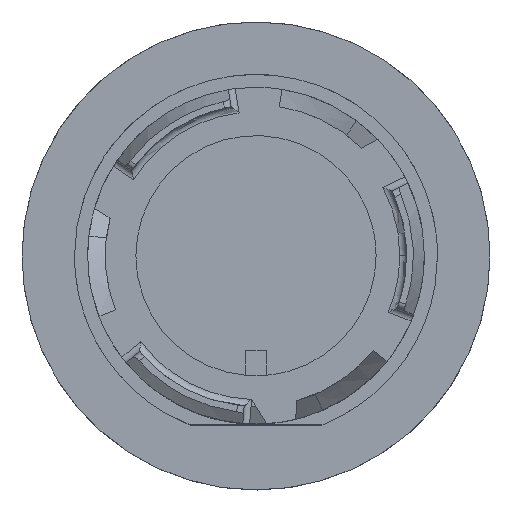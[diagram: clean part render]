
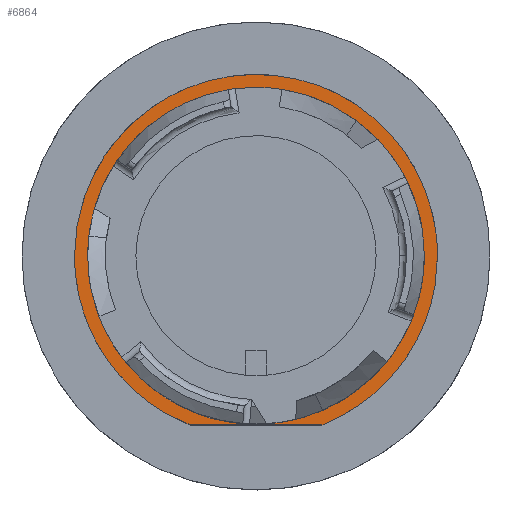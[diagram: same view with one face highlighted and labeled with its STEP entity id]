
A CAD part, top view. The second image highlights one B-rep face of the part: STEP entity #6864.
In plain terms, the highlighted planar face has unit normal (0, 0, 1).
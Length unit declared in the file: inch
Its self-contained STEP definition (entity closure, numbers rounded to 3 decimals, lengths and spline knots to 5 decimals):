
#479 = CARTESIAN_POINT ( 'NONE',  ( 0.43174, 0.15714, 0.08858 ) ) ;
#892 = EDGE_CURVE ( 'NONE', #12340, #1658, #25516, .T. ) ;
#1658 = VERTEX_POINT ( 'NONE', #32883 ) ;
#2002 = CARTESIAN_POINT ( 'NONE',  ( -0.39928, -0.3356, 0.08858 ) ) ;
#2110 = ORIENTED_EDGE ( 'NONE', *, *, #23569, .F. ) ;
#2472 = CARTESIAN_POINT ( 'NONE',  ( -0.06794, 0.519, 0.08858 ) ) ;
#2667 = CARTESIAN_POINT ( 'NONE',  ( -0.519, 0., 0.08858 ) ) ;
#2932 = CARTESIAN_POINT ( 'NONE',  ( 0.2824, -0.43852, 0.08858 ) ) ;
#3067 = CARTESIAN_POINT ( 'NONE',  ( 0.13585, 0.50549, 0.08858 ) ) ;
#4053 = EDGE_CURVE ( 'NONE', #12340, #18827, #8268, .T. ) ;
#4135 = ORIENTED_EDGE ( 'NONE', *, *, #5254, .F. ) ;
#4426 = CARTESIAN_POINT ( 'NONE',  ( 0.519, 0., 0.08858 ) ) ;
#4474 = AXIS2_PLACEMENT_3D ( 'NONE', #38977, #17631, #30044 ) ;
#5254 = EDGE_CURVE ( 'NONE', #8403, #10281, #14342, .T. ) ;
#5581 = CARTESIAN_POINT ( 'NONE',  ( -0.74602, 0.70634, 0.08858 ) ) ;
#5637 = CARTESIAN_POINT ( 'NONE',  ( -0.23695, -0.46465, 0.08858 ) ) ;
#6115 = CARTESIAN_POINT ( 'NONE',  ( 0.74602, -0.70634, 0.08858 ) ) ;
#6191 = CARTESIAN_POINT ( 'NONE',  ( 0.43174, 0.15714, 0.08858 ) ) ;
#6412 = CARTESIAN_POINT ( 'NONE',  ( -0.18865, -0.4835, 0.08858 ) ) ;
#6864 = ADVANCED_FACE ( 'NONE', ( #20851, #33083 ), #20646, .F. ) ;
#7279 = CARTESIAN_POINT ( 'NONE',  ( -0.519, 0., 0.08858 ) ) ;
#7439 = ORIENTED_EDGE ( 'NONE', *, *, #892, .T. ) ;
#8268 = B_SPLINE_CURVE_WITH_KNOTS ( 'NONE', 3,
 ( #23886, #5637, #17634, #30437, #2002, #33488, #26550, #36731, #14786, #14999 ),
 .UNSPECIFIED., .F., .F.,
 ( 4, 2, 2, 2, 4 ),
 ( 0., 0.25, 0.5, 0.75, 1. ),
 .UNSPECIFIED. ) ;
#8403 = VERTEX_POINT ( 'NONE', #31568 ) ;
#8771 = CARTESIAN_POINT ( 'NONE',  ( -0.13585, 0.50549, 0.08858 ) ) ;
#8827 = CARTESIAN_POINT ( 'NONE',  ( 0.519, 0., 0.08858 ) ) ;
#9379 = CARTESIAN_POINT ( 'NONE',  ( 0.4535, 0.26138, 0.08858 ) ) ;
#9701 = B_SPLINE_CURVE_WITH_KNOTS ( 'NONE', 3,
 ( #8827, #36878, #21603, #21800, #30789, #27704, #24867, #2932, #21191, #24030 ),
 .UNSPECIFIED., .F., .F.,
 ( 4, 2, 2, 2, 4 ),
 ( 0., 0.25, 0.5, 0.75, 1. ),
 .UNSPECIFIED. ) ;
#10281 = VERTEX_POINT ( 'NONE', #479 ) ;
#12233 = CARTESIAN_POINT ( 'NONE',  ( 0.43174, 0.15714, 0.08858 ) ) ;
#12320 = ORIENTED_EDGE ( 'NONE', *, *, #32980, .F. ) ;
#12340 = VERTEX_POINT ( 'NONE', #34877 ) ;
#14100 = VERTEX_POINT ( 'NONE', #4426 ) ;
#14342 =( BOUNDED_CURVE ( )  B_SPLINE_CURVE ( 3, ( #30293, #33963, #6115, #12233 ),
 .UNSPECIFIED., .F., .F. ) 
 B_SPLINE_CURVE_WITH_KNOTS ( ( 4, 4 ),
 ( 0., 1. ),
 .UNSPECIFIED. ) 
 CURVE ( )  GEOMETRIC_REPRESENTATION_ITEM ( )  RATIONAL_B_SPLINE_CURVE ( ( 1., 0.333, 0.333, 1. ) ) 
 REPRESENTATION_ITEM ( '' )  );
#14786 = CARTESIAN_POINT ( 'NONE',  ( -0.519, -0.05185, 0.08858 ) ) ;
#14999 = CARTESIAN_POINT ( 'NONE',  ( -0.519, 0., 0.08858 ) ) ;
#15077 = CARTESIAN_POINT ( 'NONE',  ( 0.06794, 0.519, 0.08858 ) ) ;
#15669 = CARTESIAN_POINT ( 'NONE',  ( -0.50549, 0.13585, 0.08858 ) ) ;
#15781 = EDGE_LOOP ( 'NONE', ( #4135, #2110 ) ) ;
#17631 = DIRECTION ( 'NONE',  ( 0., 0., -1. ) ) ;
#17634 = CARTESIAN_POINT ( 'NONE',  ( -0.2824, -0.43852, 0.08858 ) ) ;
#18130 = CARTESIAN_POINT ( 'NONE',  ( -0.4535, 0.26138, 0.08858 ) ) ;
#18812 = CARTESIAN_POINT ( 'NONE',  ( -0.06288, -0.4835, 0.08858 ) ) ;
#18827 = VERTEX_POINT ( 'NONE', #7279 ) ;
#19613 = EDGE_LOOP ( 'NONE', ( #7439, #12320, #23840, #21605 ) ) ;
#20646 = PLANE ( 'NONE',  #4474 ) ;
#20851 = FACE_OUTER_BOUND ( 'NONE', #19613, .T. ) ;
#21133 = CARTESIAN_POINT ( 'NONE',  ( -0.26138, 0.4535, 0.08858 ) ) ;
#21191 = CARTESIAN_POINT ( 'NONE',  ( 0.23695, -0.46465, 0.08858 ) ) ;
#21550 = CARTESIAN_POINT ( 'NONE',  ( 0.41503, 0.31895, 0.08858 ) ) ;
#21603 = CARTESIAN_POINT ( 'NONE',  ( 0.51117, -0.10369, 0.08858 ) ) ;
#21605 = ORIENTED_EDGE ( 'NONE', *, *, #4053, .F. ) ;
#21800 = CARTESIAN_POINT ( 'NONE',  ( 0.48056, -0.20276, 0.08858 ) ) ;
#23569 = EDGE_CURVE ( 'NONE', #10281, #8403, #23666, .T. ) ;
#23666 =( BOUNDED_CURVE ( )  B_SPLINE_CURVE ( 3, ( #6191, #24868, #5581, #37290 ),
 .UNSPECIFIED., .F., .F. ) 
 B_SPLINE_CURVE_WITH_KNOTS ( ( 4, 4 ),
 ( 0., 1. ),
 .UNSPECIFIED. ) 
 CURVE ( )  GEOMETRIC_REPRESENTATION_ITEM ( )  RATIONAL_B_SPLINE_CURVE ( ( 1., 0.333, 0.333, 1. ) ) 
 REPRESENTATION_ITEM ( '' )  );
#23840 = ORIENTED_EDGE ( 'NONE', *, *, #26456, .F. ) ;
#23886 = CARTESIAN_POINT ( 'NONE',  ( -0.18865, -0.4835, 0.08858 ) ) ;
#24030 = CARTESIAN_POINT ( 'NONE',  ( 0.18865, -0.4835, 0.08858 ) ) ;
#24187 = CARTESIAN_POINT ( 'NONE',  ( 0.50549, 0.13585, 0.08858 ) ) ;
#24595 = CARTESIAN_POINT ( 'NONE',  ( 0.26138, 0.4535, 0.08858 ) ) ;
#24867 = CARTESIAN_POINT ( 'NONE',  ( 0.36357, -0.37399, 0.08858 ) ) ;
#24868 = CARTESIAN_POINT ( 'NONE',  ( 0.11746, 1.02062, 0.08858 ) ) ;
#25516 = B_SPLINE_CURVE_WITH_KNOTS ( 'NONE', 3,
 ( #6412, #18812, #31223, #28147 ),
 .UNSPECIFIED., .F., .F.,
 ( 4, 4 ),
 ( 0., 1. ),
 .UNSPECIFIED. ) ;
#26456 = EDGE_CURVE ( 'NONE', #18827, #14100, #27830, .T. ) ;
#26550 = CARTESIAN_POINT ( 'NONE',  ( -0.48056, -0.20276, 0.08858 ) ) ;
#27704 = CARTESIAN_POINT ( 'NONE',  ( 0.39928, -0.3356, 0.08858 ) ) ;
#27830 = B_SPLINE_CURVE_WITH_KNOTS ( 'NONE', 3,
 ( #2667, #30731, #15669, #18130, #39676, #28066, #21133, #8771, #2472, #15077, #3067, #24595, #30928, #21550, #9379, #24187, #33561, #34177 ),
 .UNSPECIFIED., .F., .F.,
 ( 4, 2, 2, 2, 2, 2, 2, 2, 4 ),
 ( 0., 0.125, 0.25, 0.375, 0.5, 0.625, 0.75, 0.875, 1. ),
 .UNSPECIFIED. ) ;
#28066 = CARTESIAN_POINT ( 'NONE',  ( -0.31895, 0.41503, 0.08858 ) ) ;
#28147 = CARTESIAN_POINT ( 'NONE',  ( 0.18865, -0.4835, 0.08858 ) ) ;
#30044 = DIRECTION ( 'NONE',  ( 0., -1., 0. ) ) ;
#30293 = CARTESIAN_POINT ( 'NONE',  ( -0.43174, -0.15714, 0.08858 ) ) ;
#30437 = CARTESIAN_POINT ( 'NONE',  ( -0.36357, -0.37399, 0.08858 ) ) ;
#30731 = CARTESIAN_POINT ( 'NONE',  ( -0.519, 0.06794, 0.08858 ) ) ;
#30789 = CARTESIAN_POINT ( 'NONE',  ( 0.45778, -0.24998, 0.08858 ) ) ;
#30928 = CARTESIAN_POINT ( 'NONE',  ( 0.31895, 0.41503, 0.08858 ) ) ;
#31223 = CARTESIAN_POINT ( 'NONE',  ( 0.06288, -0.4835, 0.08858 ) ) ;
#31568 = CARTESIAN_POINT ( 'NONE',  ( -0.43174, -0.15714, 0.08858 ) ) ;
#32883 = CARTESIAN_POINT ( 'NONE',  ( 0.18865, -0.4835, 0.08858 ) ) ;
#32980 = EDGE_CURVE ( 'NONE', #14100, #1658, #9701, .T. ) ;
#33083 = FACE_BOUND ( 'NONE', #15781, .T. ) ;
#33488 = CARTESIAN_POINT ( 'NONE',  ( -0.45778, -0.24998, 0.08858 ) ) ;
#33561 = CARTESIAN_POINT ( 'NONE',  ( 0.519, 0.06794, 0.08858 ) ) ;
#33963 = CARTESIAN_POINT ( 'NONE',  ( -0.11746, -1.02062, 0.08858 ) ) ;
#34177 = CARTESIAN_POINT ( 'NONE',  ( 0.519, 0., 0.08858 ) ) ;
#34877 = CARTESIAN_POINT ( 'NONE',  ( -0.18865, -0.4835, 0.08858 ) ) ;
#36731 = CARTESIAN_POINT ( 'NONE',  ( -0.51117, -0.10369, 0.08858 ) ) ;
#36878 = CARTESIAN_POINT ( 'NONE',  ( 0.519, -0.05185, 0.08858 ) ) ;
#37290 = CARTESIAN_POINT ( 'NONE',  ( -0.43174, -0.15714, 0.08858 ) ) ;
#38977 = CARTESIAN_POINT ( 'NONE',  ( 0., 0.52283, 0.08858 ) ) ;
#39676 = CARTESIAN_POINT ( 'NONE',  ( -0.41503, 0.31895, 0.08858 ) ) ;
